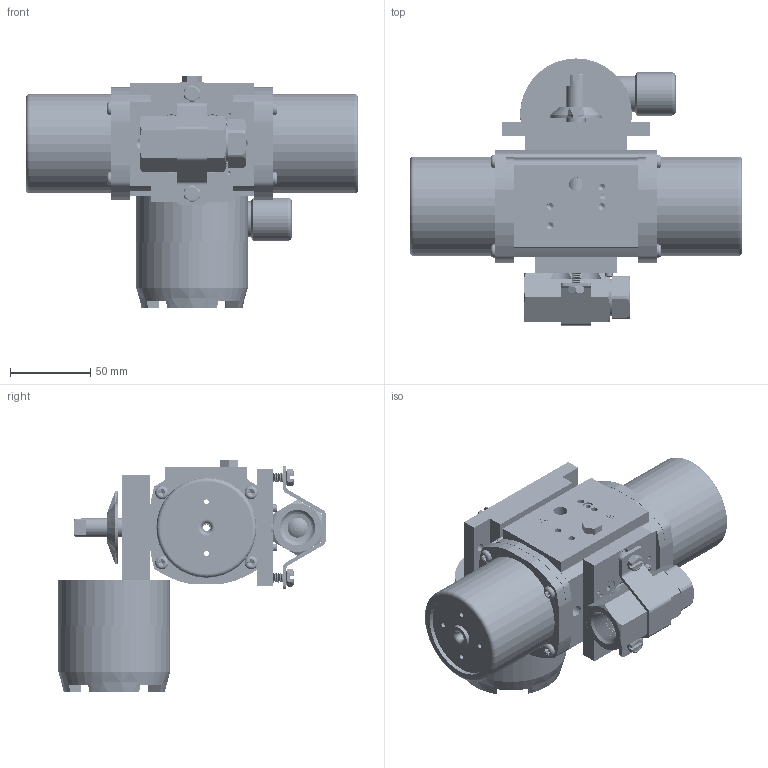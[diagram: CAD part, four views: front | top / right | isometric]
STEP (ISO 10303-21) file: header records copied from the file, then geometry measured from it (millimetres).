
FILE_DESCRIPTION (( 'STEP AP203' ), '1' );
FILE_NAME ('85MXXNA512SRLS.step', '2018-03-13T16:40:40', ( '' ), ( '' ), 'SwSTEP 2.0', 'SolidWorks 2017', '' );
FILE_SCHEMA (( 'CONFIG_CONTROL_DESIGN' ));
Length unit declared in the file: inch
Products named in the file (1): 85MXXNA512SRLS
Bounding box: 206.38 x 166.09 x 144.65 mm (x, y, z)
Volume: 673317 mm3; surface area: 286862.5 mm2
Topology: 54 solids, 54 shells, 4427 faces, 11694 edges, 7360 vertices
Faces by surface type: cylinder 2266, cone 1131, plane 713, bspline 184, torus 127, sphere 6
Entity records: 214973 total; most frequent: CARTESIAN_POINT 111817, ORIENTED_EDGE 23112, DIRECTION 20808, EDGE_CURVE 11556, AXIS2_PLACEMENT_3D 8216, VERTEX_POINT 7356, EDGE_LOOP 4738, FACE_OUTER_BOUND 4427
